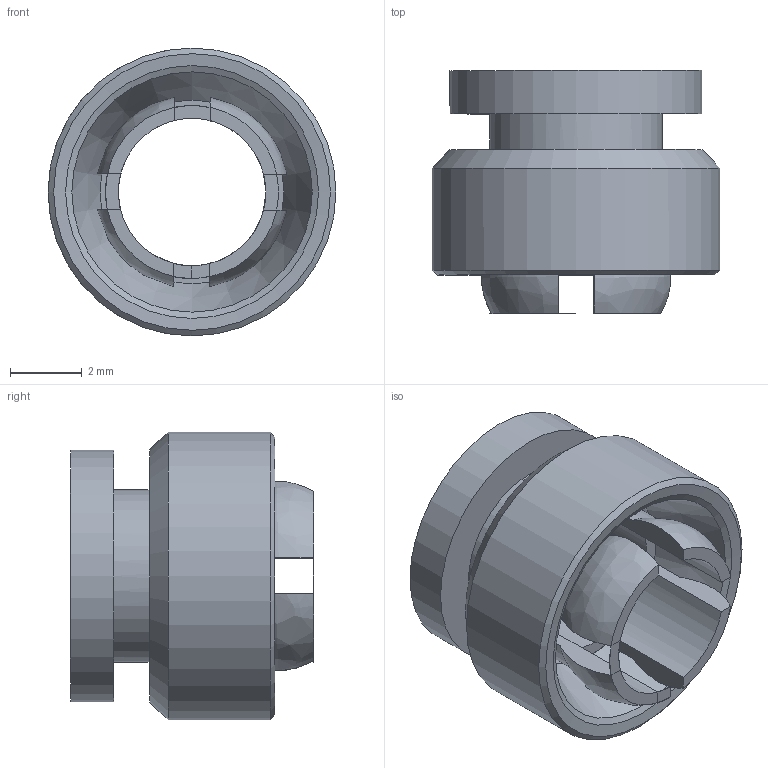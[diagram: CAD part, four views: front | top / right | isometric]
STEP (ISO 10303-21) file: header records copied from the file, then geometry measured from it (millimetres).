
FILE_DESCRIPTION(/* description */ (''),/* implementation_level */ '2;1');
FILE_NAME(/* name */ '1.75mm bowden coupler.step',/* time_stamp */ '2024-08-31T22:26:11+08:00',/* author */ (''),/* organization */ (''),/* preprocessor_version */ 'ST-DEVELOPER v20',/* originating_system */ 'Autodesk Translation Framework v13.14.0.145',/* authorisation */ '');
FILE_SCHEMA (('AUTOMOTIVE_DESIGN { 1 0 10303 214 3 1 1 }'));
Length unit declared in the file: millimetre
Products named in the file (3): 1.75mm bowden coupler; 175-Bowden-coupler; 175-Bowden-cartridge v2
Assembly tree (2 placements, depth 2):
  1.75mm bowden coupler
    175-Bowden-coupler
    175-Bowden-cartridge v2
Bounding box: 8 x 6.76 x 8 mm (x, y, z)
Volume: 140.2 mm3; surface area: 420.1 mm2
Topology: 2 solids, 2 shells, 35 faces, 93 edges, 59 vertices
Faces by surface type: plane 19, cone 7, cylinder 5, bspline 4
Full cylindrical faces by diameter (mm): 4.1 x1, 4.8 x1, 5.11 x1, 7 x1, 8 x1
Entity records: 1342 total; most frequent: CARTESIAN_POINT 368, DIRECTION 196, ORIENTED_EDGE 186, EDGE_CURVE 93, AXIS2_PLACEMENT_3D 75, VERTEX_POINT 59, LINE 46, VECTOR 46
